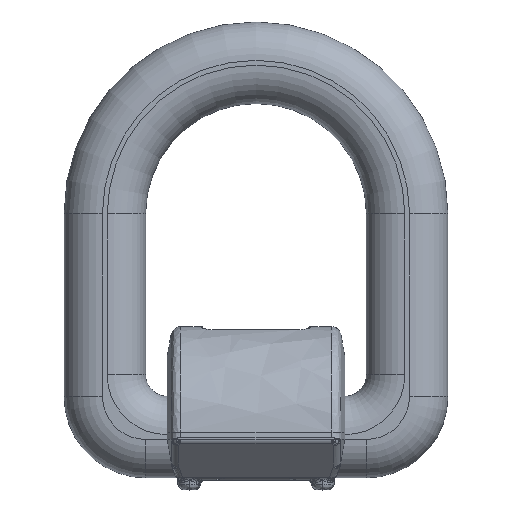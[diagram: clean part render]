
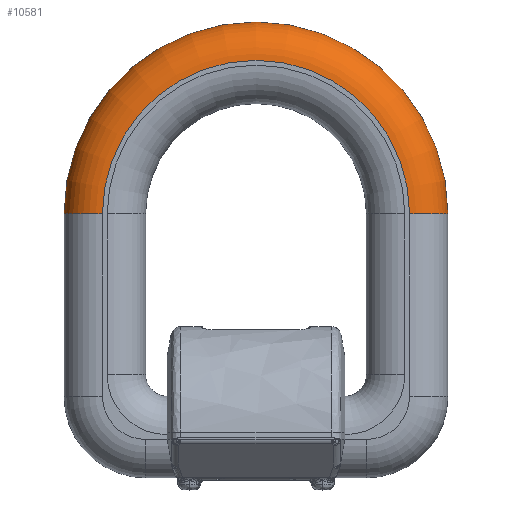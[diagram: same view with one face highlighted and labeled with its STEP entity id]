
A CAD part, top view. The second image highlights one B-rep face of the part: STEP entity #10581.
In plain terms, the highlighted toroidal (fillet/blend) face has major radius 32 mm and minor radius 8 mm.
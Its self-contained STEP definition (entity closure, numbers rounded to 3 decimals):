
#303 = CIRCLE ( 'NONE', #5763, 8. ) ;
#3206 = FACE_OUTER_BOUND ( 'NONE', #19313, .T. ) ;
#3559 = DIRECTION ( 'NONE',  ( 1., 0., 0. ) ) ;
#3760 = EDGE_CURVE ( 'NONE', #10934, #18000, #12815, .T. ) ;
#3938 = DIRECTION ( 'NONE',  ( 1., 0., 0. ) ) ;
#4294 = DIRECTION ( 'NONE',  ( 0., 0., -1. ) ) ;
#4468 = CIRCLE ( 'NONE', #11916, 8. ) ;
#4508 = DIRECTION ( 'NONE',  ( 1., 0., 0. ) ) ;
#5763 = AXIS2_PLACEMENT_3D ( 'NONE', #15111, #9368, #13798 ) ;
#6212 = CARTESIAN_POINT ( 'NONE',  ( 0., 7.5, 0.75 ) ) ;
#6840 = VERTEX_POINT ( 'NONE', #18410 ) ;
#7542 = DIRECTION ( 'NONE',  ( 0., 0., 1. ) ) ;
#7874 = CARTESIAN_POINT ( 'NONE',  ( 32., 7.5, 8.75 ) ) ;
#7936 = ORIENTED_EDGE ( 'NONE', *, *, #16491, .T. ) ;
#8135 = CARTESIAN_POINT ( 'NONE',  ( -32., 7.5, 8.75 ) ) ;
#8268 = ORIENTED_EDGE ( 'NONE', *, *, #12569, .F. ) ;
#8689 = CIRCLE ( 'NONE', #17032, 40. ) ;
#8966 = TOROIDAL_SURFACE ( 'NONE', #16363, 32., 8. ) ;
#9272 = AXIS2_PLACEMENT_3D ( 'NONE', #14328, #17546, #3559 ) ;
#9342 = CARTESIAN_POINT ( 'NONE',  ( 40., 7.5, 0.75 ) ) ;
#9368 = DIRECTION ( 'NONE',  ( 0., 1., 0. ) ) ;
#10186 = CARTESIAN_POINT ( 'NONE',  ( -32., 7.5, 0.75 ) ) ;
#10581 = ADVANCED_FACE ( 'NONE', ( #3206 ), #8966, .T. ) ;
#10934 = VERTEX_POINT ( 'NONE', #7874 ) ;
#11916 = AXIS2_PLACEMENT_3D ( 'NONE', #10186, #17727, #3938 ) ;
#12569 = EDGE_CURVE ( 'NONE', #18000, #6840, #4468, .T. ) ;
#12815 = CIRCLE ( 'NONE', #9272, 32. ) ;
#13798 = DIRECTION ( 'NONE',  ( 0., 0., 1. ) ) ;
#14328 = CARTESIAN_POINT ( 'NONE',  ( 0., 7.5, 8.75 ) ) ;
#15111 = CARTESIAN_POINT ( 'NONE',  ( 32., 7.5, 0.75 ) ) ;
#15170 = CARTESIAN_POINT ( 'NONE',  ( 0., 7.5, 0.75 ) ) ;
#16363 = AXIS2_PLACEMENT_3D ( 'NONE', #6212, #7542, #4508 ) ;
#16491 = EDGE_CURVE ( 'NONE', #10934, #17558, #303, .T. ) ;
#16769 = ORIENTED_EDGE ( 'NONE', *, *, #3760, .F. ) ;
#16797 = ORIENTED_EDGE ( 'NONE', *, *, #18154, .F. ) ;
#17032 = AXIS2_PLACEMENT_3D ( 'NONE', #15170, #4294, #18279 ) ;
#17546 = DIRECTION ( 'NONE',  ( 0., 0., 1. ) ) ;
#17558 = VERTEX_POINT ( 'NONE', #9342 ) ;
#17727 = DIRECTION ( 'NONE',  ( 0., -1., 0. ) ) ;
#18000 = VERTEX_POINT ( 'NONE', #8135 ) ;
#18154 = EDGE_CURVE ( 'NONE', #6840, #17558, #8689, .T. ) ;
#18279 = DIRECTION ( 'NONE',  ( 1., 0., 0. ) ) ;
#18410 = CARTESIAN_POINT ( 'NONE',  ( -40., 7.5, 0.75 ) ) ;
#19313 = EDGE_LOOP ( 'NONE', ( #7936, #16797, #8268, #16769 ) ) ;
